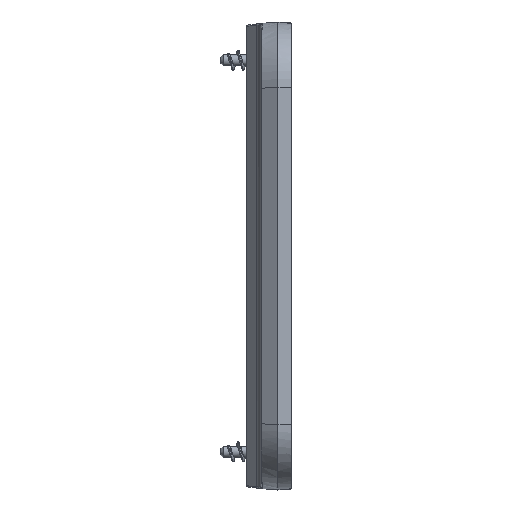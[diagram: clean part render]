
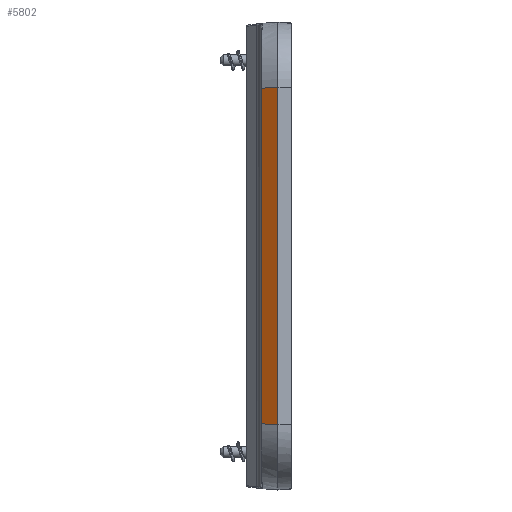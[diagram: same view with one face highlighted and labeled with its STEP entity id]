
A CAD part, left-side view. The second image highlights one B-rep face of the part: STEP entity #5802.
In plain terms, the highlighted planar face has unit normal (-0.839, 0.545, 0).
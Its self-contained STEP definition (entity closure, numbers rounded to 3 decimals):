
#90=B_SPLINE_CURVE_WITH_KNOTS('',3,(#11065,#11066,#11067,#11068),
 .UNSPECIFIED.,.F.,.F.,(4,4),(-0.528,-0.24),
 .UNSPECIFIED.);
#91=B_SPLINE_CURVE_WITH_KNOTS('',3,(#11071,#11072,#11073,#11074),
 .UNSPECIFIED.,.F.,.F.,(4,4),(-0.929,-0.642),
 .UNSPECIFIED.);
#340=PLANE('',#6490);
#651=FACE_OUTER_BOUND('',#1028,.T.);
#1028=EDGE_LOOP('',(#4919,#4920,#4921,#4922));
#1812=LINE('',#11063,#2207);
#1813=LINE('',#11070,#2208);
#2207=VECTOR('',#8047,10.);
#2208=VECTOR('',#8048,10.);
#2678=VERTEX_POINT('',#11061);
#2679=VERTEX_POINT('',#11062);
#2680=VERTEX_POINT('',#11064);
#2681=VERTEX_POINT('',#11069);
#3463=EDGE_CURVE('',#2678,#2679,#1812,.T.);
#3464=EDGE_CURVE('',#2680,#2679,#90,.T.);
#3465=EDGE_CURVE('',#2681,#2680,#1813,.T.);
#3466=EDGE_CURVE('',#2678,#2681,#91,.T.);
#4919=ORIENTED_EDGE('',*,*,#3463,.T.);
#4920=ORIENTED_EDGE('',*,*,#3464,.F.);
#4921=ORIENTED_EDGE('',*,*,#3465,.F.);
#4922=ORIENTED_EDGE('',*,*,#3466,.F.);
#5802=ADVANCED_FACE('',(#651),#340,.T.);
#6490=AXIS2_PLACEMENT_3D('',#11060,#8045,#8046);
#8045=DIRECTION('center_axis',(-0.839,0.545,0.));
#8046=DIRECTION('ref_axis',(-0.545,-0.839,0.));
#8047=DIRECTION('',(0.,0.,1.));
#8048=DIRECTION('',(0.,0.,1.));
#11060=CARTESIAN_POINT('Origin',(-12.5,2.,0.));
#11061=CARTESIAN_POINT('',(-14.124,-0.5,-25.008));
#11062=CARTESIAN_POINT('',(-14.124,-0.5,25.008));
#11063=CARTESIAN_POINT('',(-14.124,-0.5,-17.243));
#11064=CARTESIAN_POINT('',(-12.559,1.909,24.85));
#11065=CARTESIAN_POINT('Ctrl Pts',(-12.559,1.909,24.85));
#11066=CARTESIAN_POINT('Ctrl Pts',(-13.08,1.106,24.906));
#11067=CARTESIAN_POINT('Ctrl Pts',(-13.602,0.303,24.959));
#11068=CARTESIAN_POINT('Ctrl Pts',(-14.124,-0.5,
25.008));
#11069=CARTESIAN_POINT('',(-12.559,1.909,-24.85));
#11070=CARTESIAN_POINT('',(-12.559,1.909,0.));
#11071=CARTESIAN_POINT('Ctrl Pts',(-14.124,-0.5,
-25.008));
#11072=CARTESIAN_POINT('Ctrl Pts',(-13.602,0.303,
-24.959));
#11073=CARTESIAN_POINT('Ctrl Pts',(-13.08,1.106,-24.906));
#11074=CARTESIAN_POINT('Ctrl Pts',(-12.559,1.909,-24.85));
